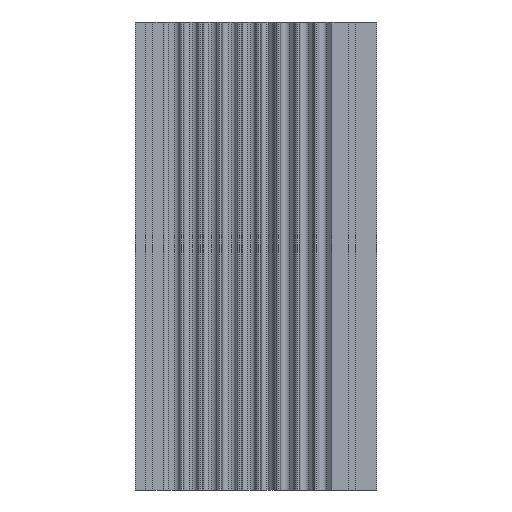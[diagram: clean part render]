
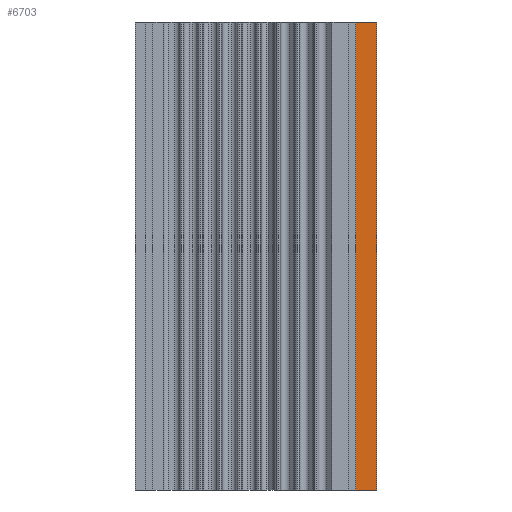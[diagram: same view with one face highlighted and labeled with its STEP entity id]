
A CAD part, left-side view. The second image highlights one B-rep face of the part: STEP entity #6703.
In plain terms, the highlighted planar face has unit normal (-1, 0, 0).
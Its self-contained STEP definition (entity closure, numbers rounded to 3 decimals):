
#385 = PLANE ( 'NONE',  #7419 ) ;
#467 = EDGE_CURVE ( 'NONE', #6830, #3427, #7615, .T. ) ;
#639 = ORIENTED_EDGE ( 'NONE', *, *, #7091, .F. ) ;
#666 = ORIENTED_EDGE ( 'NONE', *, *, #467, .T. ) ;
#748 = CARTESIAN_POINT ( 'NONE',  ( -62.5, -136.9, -132.5 ) ) ;
#1136 = CARTESIAN_POINT ( 'NONE',  ( -62.5, -124.9, 132.5 ) ) ;
#1405 = DIRECTION ( 'NONE',  ( 0., 0., -1. ) ) ;
#1846 = CARTESIAN_POINT ( 'NONE',  ( -62.5, -124.9, 132.5 ) ) ;
#1870 = DIRECTION ( 'NONE',  ( 0., 1., 0. ) ) ;
#1894 = DIRECTION ( 'NONE',  ( 0., 0., -1. ) ) ;
#2005 = CARTESIAN_POINT ( 'NONE',  ( -62.5, -136.9, 132.5 ) ) ;
#2641 = VERTEX_POINT ( 'NONE', #748 ) ;
#2876 = VECTOR ( 'NONE', #7443, 1000. ) ;
#3427 = VERTEX_POINT ( 'NONE', #3852 ) ;
#3476 = CARTESIAN_POINT ( 'NONE',  ( -62.5, -124.9, 132.5 ) ) ;
#3852 = CARTESIAN_POINT ( 'NONE',  ( -62.5, -124.9, -132.5 ) ) ;
#4123 = DIRECTION ( 'NONE',  ( 0., 0., 1. ) ) ;
#4358 = VECTOR ( 'NONE', #1405, 1000. ) ;
#4652 = LINE ( 'NONE', #8981, #2876 ) ;
#4706 = VERTEX_POINT ( 'NONE', #2005 ) ;
#4828 = FACE_OUTER_BOUND ( 'NONE', #7903, .T. ) ;
#6044 = ORIENTED_EDGE ( 'NONE', *, *, #8825, .T. ) ;
#6618 = CARTESIAN_POINT ( 'NONE',  ( -62.5, -124.9, 132.5 ) ) ;
#6703 = ADVANCED_FACE ( 'NONE', ( #4828 ), #385, .T. ) ;
#6830 = VERTEX_POINT ( 'NONE', #3476 ) ;
#6880 = LINE ( 'NONE', #1136, #7706 ) ;
#7036 = LINE ( 'NONE', #9328, #8940 ) ;
#7091 = EDGE_CURVE ( 'NONE', #4706, #2641, #7036, .T. ) ;
#7419 = AXIS2_PLACEMENT_3D ( 'NONE', #1846, #8612, #4123 ) ;
#7443 = DIRECTION ( 'NONE',  ( 0., 1., 0. ) ) ;
#7615 = LINE ( 'NONE', #6618, #4358 ) ;
#7706 = VECTOR ( 'NONE', #1870, 1000. ) ;
#7805 = ORIENTED_EDGE ( 'NONE', *, *, #9031, .F. ) ;
#7903 = EDGE_LOOP ( 'NONE', ( #7805, #639, #6044, #666 ) ) ;
#8612 = DIRECTION ( 'NONE',  ( -1., 0., 0. ) ) ;
#8825 = EDGE_CURVE ( 'NONE', #4706, #6830, #6880, .T. ) ;
#8940 = VECTOR ( 'NONE', #1894, 1000. ) ;
#8981 = CARTESIAN_POINT ( 'NONE',  ( -62.5, -124.9, -132.5 ) ) ;
#9031 = EDGE_CURVE ( 'NONE', #2641, #3427, #4652, .T. ) ;
#9328 = CARTESIAN_POINT ( 'NONE',  ( -62.5, -136.9, 132.5 ) ) ;
